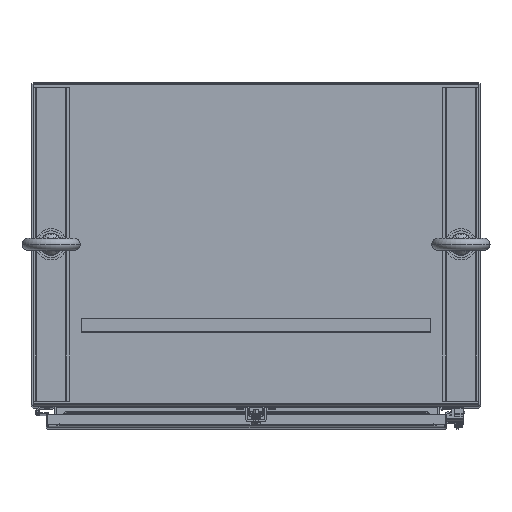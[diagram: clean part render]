
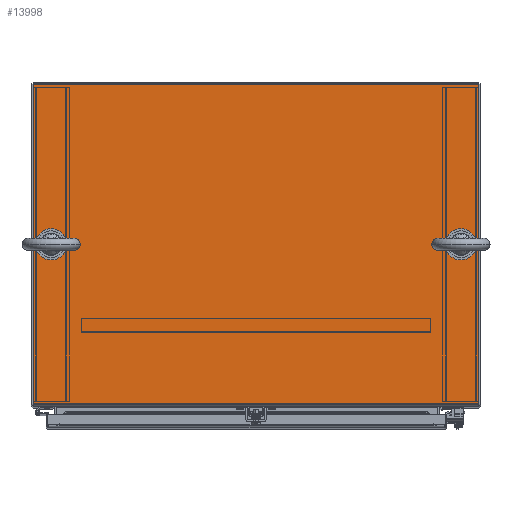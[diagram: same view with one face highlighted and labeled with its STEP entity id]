
A CAD part, top view. The second image highlights one B-rep face of the part: STEP entity #13998.
In plain terms, the highlighted planar face has unit normal (0, 0, 1).
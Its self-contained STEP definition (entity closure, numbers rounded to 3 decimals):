
#1316 = FACE_OUTER_BOUND ( 'NONE', #33977, .T. ) ;
#2141 = DIRECTION ( 'NONE',  ( 0., 0., -1. ) ) ;
#2578 = AXIS2_PLACEMENT_3D ( 'NONE', #11636, #41210, #36345 ) ;
#2663 = VERTEX_POINT ( 'NONE', #37567 ) ;
#5496 = DIRECTION ( 'NONE',  ( 0., 1., 0. ) ) ;
#7032 = FACE_BOUND ( 'NONE', #76356, .T. ) ;
#7426 = PLANE ( 'NONE',  #7955 ) ;
#7955 = AXIS2_PLACEMENT_3D ( 'NONE', #12718, #32149, #56437 ) ;
#10785 = ORIENTED_EDGE ( 'NONE', *, *, #28343, .F. ) ;
#11636 = CARTESIAN_POINT ( 'NONE',  ( -17.435, -2.968, 72.06 ) ) ;
#12284 = CARTESIAN_POINT ( 'NONE',  ( 6.435, 6., 72.06 ) ) ;
#12718 = CARTESIAN_POINT ( 'NONE',  ( -18.435, 6., 72.06 ) ) ;
#13140 = VERTEX_POINT ( 'NONE', #71917 ) ;
#13502 = VECTOR ( 'NONE', #26993, 39.37 ) ;
#13998 = ADVANCED_FACE ( 'NONE', ( #1316, #7032, #31740 ), #7426, .F. ) ;
#14023 = LINE ( 'NONE', #75527, #76318 ) ;
#17977 = CARTESIAN_POINT ( 'NONE',  ( 5.06, -2.968, 72.06 ) ) ;
#18467 = CIRCLE ( 'NONE', #43028, 0.375 ) ;
#19464 = CIRCLE ( 'NONE', #77620, 0.375 ) ;
#20561 = CIRCLE ( 'NONE', #59345, 0.375 ) ;
#21146 = ORIENTED_EDGE ( 'NONE', *, *, #43994, .T. ) ;
#21599 = ORIENTED_EDGE ( 'NONE', *, *, #79409, .T. ) ;
#25426 = ORIENTED_EDGE ( 'NONE', *, *, #38240, .T. ) ;
#25874 = EDGE_CURVE ( 'NONE', #44060, #45161, #50483, .T. ) ;
#26993 = DIRECTION ( 'NONE',  ( 0., -1., 0. ) ) ;
#27261 = DIRECTION ( 'NONE',  ( 1., 0., 0. ) ) ;
#28343 = EDGE_CURVE ( 'NONE', #13140, #60927, #14023, .T. ) ;
#29390 = LINE ( 'NONE', #49216, #61833 ) ;
#31740 = FACE_BOUND ( 'NONE', #32250, .T. ) ;
#32149 = DIRECTION ( 'NONE',  ( 0., 0., -1. ) ) ;
#32250 = EDGE_LOOP ( 'NONE', ( #47451, #46157 ) ) ;
#33077 = LINE ( 'NONE', #57767, #13502 ) ;
#33977 = EDGE_LOOP ( 'NONE', ( #10785, #25426, #67656, #21146 ) ) ;
#35034 = EDGE_CURVE ( 'NONE', #2663, #56638, #62469, .T. ) ;
#36345 = DIRECTION ( 'NONE',  ( 1., 0., 0. ) ) ;
#37552 = CARTESIAN_POINT ( 'NONE',  ( -18.435, 6., 72.06 ) ) ;
#37567 = CARTESIAN_POINT ( 'NONE',  ( 6.435, 6., 72.06 ) ) ;
#37718 = CARTESIAN_POINT ( 'NONE',  ( -18.435, -11.857, 72.06 ) ) ;
#38240 = EDGE_CURVE ( 'NONE', #13140, #2663, #29390, .T. ) ;
#39028 = CARTESIAN_POINT ( 'NONE',  ( 5.435, -2.968, 72.06 ) ) ;
#39157 = CARTESIAN_POINT ( 'NONE',  ( -17.81, -2.968, 72.06 ) ) ;
#39886 = EDGE_CURVE ( 'NONE', #45161, #44060, #19464, .T. ) ;
#41210 = DIRECTION ( 'NONE',  ( 0., 0., -1. ) ) ;
#43028 = AXIS2_PLACEMENT_3D ( 'NONE', #48301, #61247, #49099 ) ;
#43994 = EDGE_CURVE ( 'NONE', #56638, #60927, #33077, .T. ) ;
#44060 = VERTEX_POINT ( 'NONE', #54899 ) ;
#45161 = VERTEX_POINT ( 'NONE', #39157 ) ;
#45419 = VERTEX_POINT ( 'NONE', #17977 ) ;
#46157 = ORIENTED_EDGE ( 'NONE', *, *, #39886, .T. ) ;
#46339 = CARTESIAN_POINT ( 'NONE',  ( -17.435, -2.968, 72.06 ) ) ;
#47451 = ORIENTED_EDGE ( 'NONE', *, *, #25874, .T. ) ;
#48301 = CARTESIAN_POINT ( 'NONE',  ( 5.435, -2.968, 72.06 ) ) ;
#49099 = DIRECTION ( 'NONE',  ( 1., 0., 0. ) ) ;
#49216 = CARTESIAN_POINT ( 'NONE',  ( 6.435, -12., 72.06 ) ) ;
#50083 = VERTEX_POINT ( 'NONE', #58007 ) ;
#50483 = CIRCLE ( 'NONE', #2578, 0.375 ) ;
#52823 = DIRECTION ( 'NONE',  ( 0., 0., -1. ) ) ;
#54899 = CARTESIAN_POINT ( 'NONE',  ( -17.06, -2.968, 72.06 ) ) ;
#56437 = DIRECTION ( 'NONE',  ( -1., 0., 0. ) ) ;
#56553 = DIRECTION ( 'NONE',  ( -1., 0., 0. ) ) ;
#56638 = VERTEX_POINT ( 'NONE', #37552 ) ;
#57231 = EDGE_CURVE ( 'NONE', #45419, #50083, #20561, .T. ) ;
#57767 = CARTESIAN_POINT ( 'NONE',  ( -18.435, 6., 72.06 ) ) ;
#58007 = CARTESIAN_POINT ( 'NONE',  ( 5.81, -2.968, 72.06 ) ) ;
#59345 = AXIS2_PLACEMENT_3D ( 'NONE', #39028, #2141, #27261 ) ;
#59941 = ORIENTED_EDGE ( 'NONE', *, *, #57231, .T. ) ;
#60927 = VERTEX_POINT ( 'NONE', #37718 ) ;
#61247 = DIRECTION ( 'NONE',  ( 0., 0., -1. ) ) ;
#61833 = VECTOR ( 'NONE', #5496, 39.37 ) ;
#62469 = LINE ( 'NONE', #12284, #62752 ) ;
#62752 = VECTOR ( 'NONE', #67330, 39.37 ) ;
#67330 = DIRECTION ( 'NONE',  ( -1., 0., 0. ) ) ;
#67656 = ORIENTED_EDGE ( 'NONE', *, *, #35034, .T. ) ;
#71395 = DIRECTION ( 'NONE',  ( 1., 0., 0. ) ) ;
#71917 = CARTESIAN_POINT ( 'NONE',  ( 6.435, -11.857, 72.06 ) ) ;
#75527 = CARTESIAN_POINT ( 'NONE',  ( -18.435, -11.857, 72.06 ) ) ;
#76318 = VECTOR ( 'NONE', #56553, 39.37 ) ;
#76356 = EDGE_LOOP ( 'NONE', ( #21599, #59941 ) ) ;
#77620 = AXIS2_PLACEMENT_3D ( 'NONE', #46339, #52823, #71395 ) ;
#79409 = EDGE_CURVE ( 'NONE', #50083, #45419, #18467, .T. ) ;
